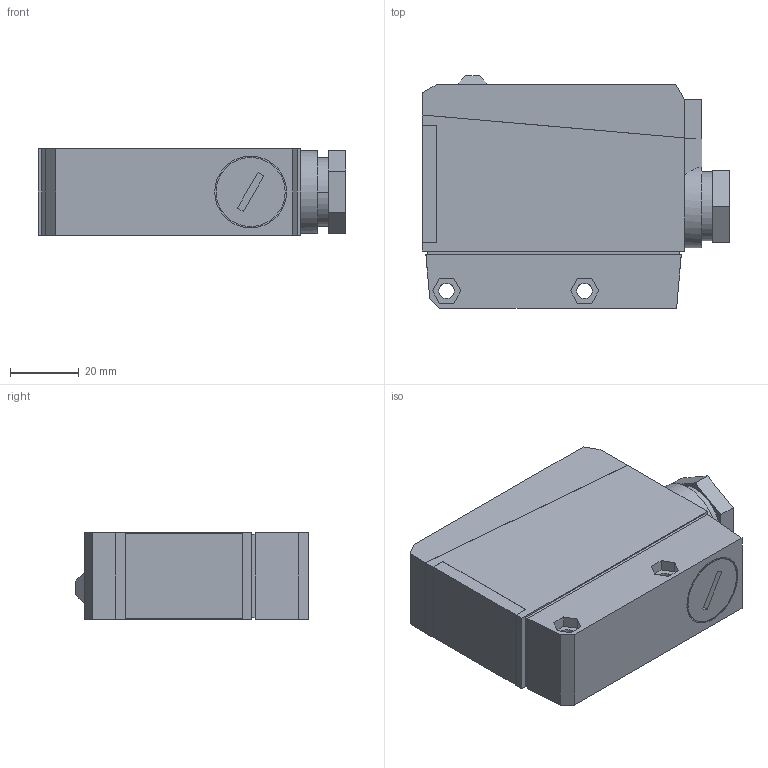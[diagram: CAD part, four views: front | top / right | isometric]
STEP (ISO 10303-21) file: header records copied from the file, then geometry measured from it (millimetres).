
FILE_DESCRIPTION(('Creo Elements/Direct Modeling STEP Export'),'2;1');
FILE_NAME('PMx1.stp','2017-05-15T12:28:22',('Palle Edslev '),('EDSLEV A/S'),'Creo Elements/Direct Modeling STEP processor for AP214 (Solid Model)','Creo Elements/Direct Modeling 18.1H 24-Oct-2015 (C) Parametric Technology GmbH','');
FILE_SCHEMA(('AUTOMOTIVE_DESIGN { 1 0 10303 214 1 1 1 1 }'));
Length unit declared in the file: millimetre
Products named in the file (1): PMx1
Bounding box: 89 x 67.41 x 25 mm (x, y, z)
Volume: 123890.4 mm3; surface area: 19507.7 mm2
Topology: 1 solids, 1 shells, 105 faces, 262 edges, 174 vertices
Faces by surface type: plane 90, cylinder 15
Entity records: 2905 total; most frequent: ORIENTED_EDGE 524, CARTESIAN_POINT 495, DIRECTION 430, EDGE_CURVE 262, VECTOR 212, LINE 212, VERTEX_POINT 174, EDGE_LOOP 124
